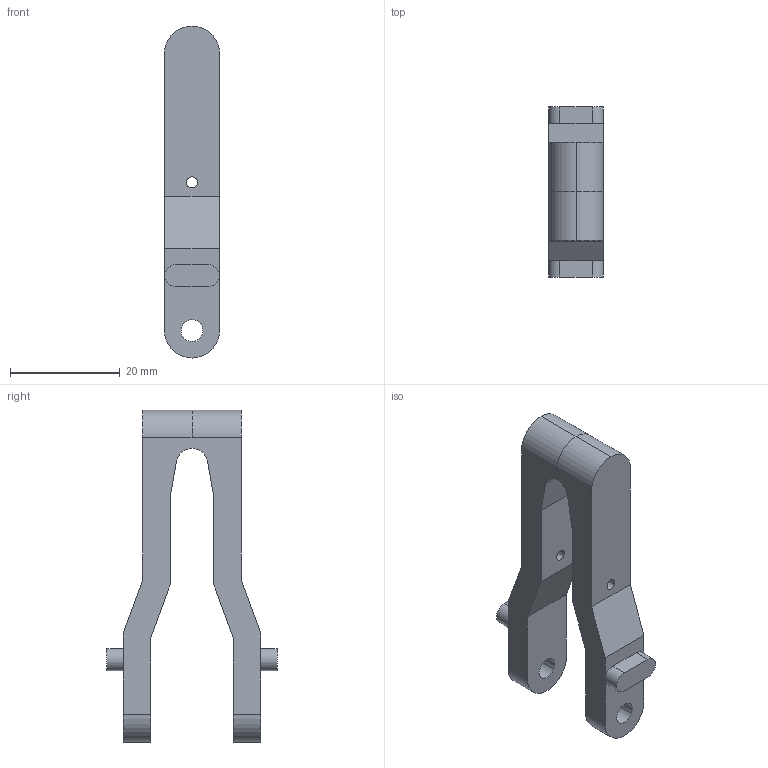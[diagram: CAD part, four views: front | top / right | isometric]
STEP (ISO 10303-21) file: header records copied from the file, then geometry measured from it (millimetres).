
FILE_DESCRIPTION(('CATIA V5 STEP Exchange'),'2;1');
FILE_NAME('Patte verrou position ski - 03 - Largeur 18.stp','2018-07-15T20:41:35+00:00',('none'),('none'),'CATIA Version 5 Release 21 GA (IN-10)','CATIA V5 STEP AP203','none');
FILE_SCHEMA(('CONFIG_CONTROL_DESIGN'));
Length unit declared in the file: millimetre
Products named in the file (1): Patte verrou position ski - 03 - Largeur 18
Bounding box: 10 x 31 x 60.5 mm (x, y, z)
Volume: 6599.7 mm3; surface area: 4075.6 mm2
Topology: 1 solids, 1 shells, 45 faces, 124 edges, 81 vertices
Faces by surface type: plane 24, cylinder 21
Entity records: 1406 total; most frequent: ORIENTED_EDGE 248, CARTESIAN_POINT 241, DIRECTION 194, EDGE_CURVE 124, VERTEX_POINT 81, AXIS2_PLACEMENT_3D 80, VECTOR 80, LINE 80
